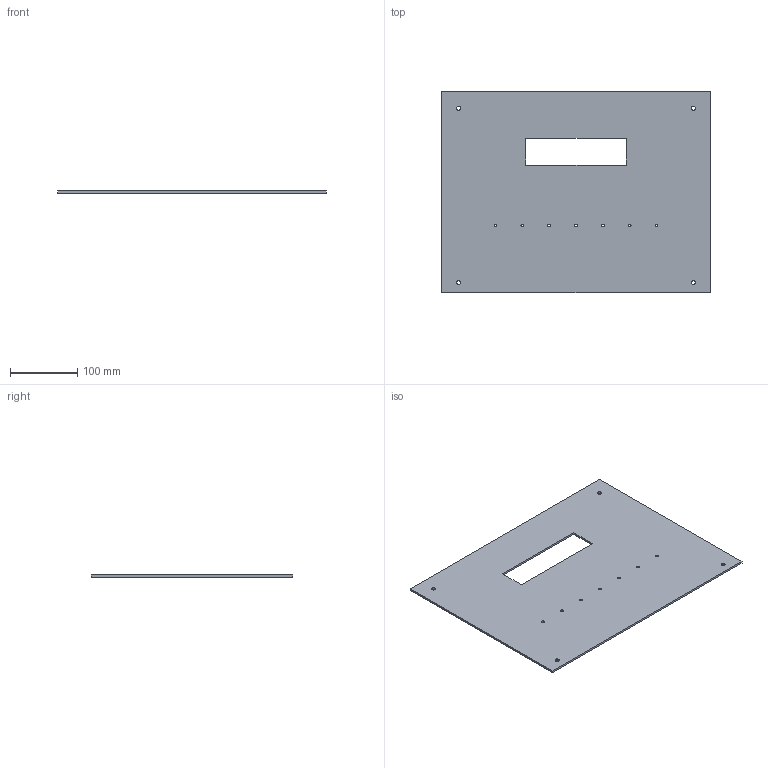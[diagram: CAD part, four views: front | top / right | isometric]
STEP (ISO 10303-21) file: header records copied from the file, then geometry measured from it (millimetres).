
FILE_DESCRIPTION(/* description */ ('STEP AP214'),/* implementation_level */ '2;1');
FILE_NAME(/* name */ '68b95044a79c9e0477ae20a1',/* time_stamp */ '2025-09-04T08:39:33Z',/* author */ (''),/* organization */ (''),/* preprocessor_version */ 'ST-DEVELOPER v20',/* originating_system */ 'ONSHAPE BY PTC INC, 1.203',/* authorisation */ ' ');
FILE_SCHEMA (('AUTOMOTIVE_DESIGN {1 0 10303 214 3 1 1}'));
Length unit declared in the file: metre
Products named in the file (1): Part 1
Bounding box: 400 x 300 x 3 mm (x, y, z)
Volume: 341369.8 mm3; surface area: 233423.1 mm2
Topology: 1 solids, 1 shells, 21 faces, 57 edges, 38 vertices
Faces by surface type: cylinder 11, plane 10
Full cylindrical faces by diameter (mm): 4.2 x7, 6 x4
Entity records: 696 total; most frequent: DIRECTION 112, CARTESIAN_POINT 106, ORIENTED_EDGE 92, EDGE_LOOP 56, FACE_BOUND 56, EDGE_CURVE 46, AXIS2_PLACEMENT_3D 44, VERTEX_POINT 38
